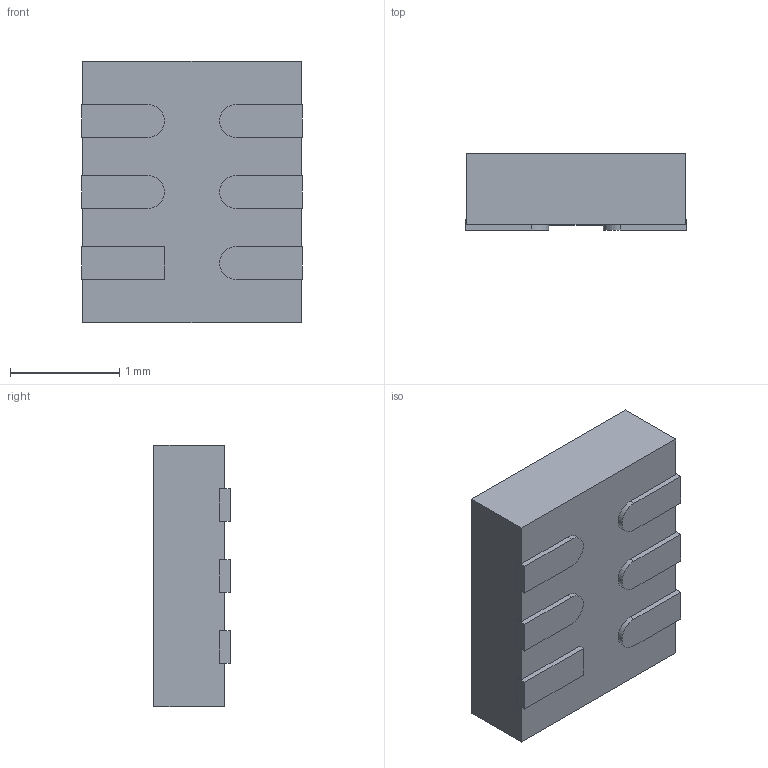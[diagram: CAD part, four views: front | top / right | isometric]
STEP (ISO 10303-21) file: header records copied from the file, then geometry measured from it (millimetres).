
FILE_DESCRIPTION(/* description */ (''),/* implementation_level */ '2;1');
FILE_NAME(/* name */ 'TCS34725.step',/* time_stamp */ '2020-06-17T14:12:21+03:00',/* author */ (''),/* organization */ (''),/* preprocessor_version */ 'ST-DEVELOPER v18.1',/* originating_system */ 'Autodesk Translation Framework v9.3.0.1241',/* authorisation */ '');
FILE_SCHEMA (('AUTOMOTIVE_DESIGN { 1 0 10303 214 3 1 1 }'));
Length unit declared in the file: millimetre
Products named in the file (1): (Unsaved)
Bounding box: 2.02 x 0.7 x 2.4 mm (x, y, z)
Volume: 3.2 mm3; surface area: 22 mm2
Topology: 14 solids, 14 shells, 147 faces, 351 edges, 232 vertices
Faces by surface type: plane 129, cylinder 18
Entity records: 4284 total; most frequent: CARTESIAN_POINT 731, ORIENTED_EDGE 702, DIRECTION 683, EDGE_CURVE 351, LINE 315, VECTOR 315, VERTEX_POINT 232, AXIS2_PLACEMENT_3D 184
